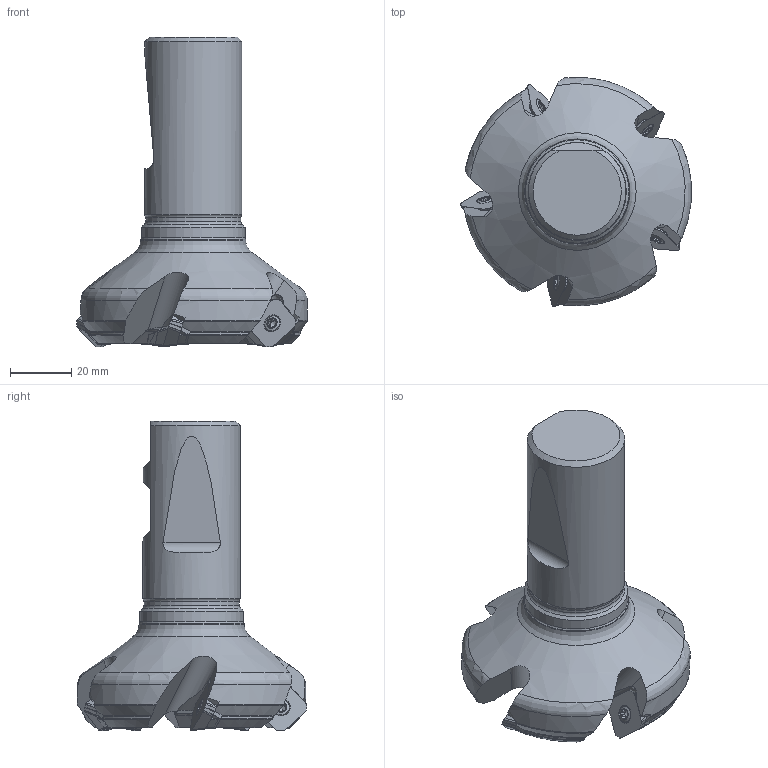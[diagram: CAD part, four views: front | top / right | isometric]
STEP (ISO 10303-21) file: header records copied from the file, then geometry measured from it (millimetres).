
FILE_DESCRIPTION(/* description */ (''),/* implementation_level */ '2;1');
FILE_NAME(/* name */ 'toolassembly_1.stp',/* time_stamp */ '2019-05-02T16:51:00+02:00',/* author */ (''),/* organization */ ('SMS'),/* preprocessor_version */ 'ST-DEVELOPER v15',/* originating_system */ 'SIEMENS PLM Software NX 8.5',/* authorisation */ '');
FILE_SCHEMA (('AUTOMOTIVE_DESIGN { 1 0 10303 214 3 1 1 1 }'));
Length unit declared in the file: millimetre
Products named in the file (4): CUT_20190502165029; NOCUT_20190502164959; ASSEMBLY_CONSTRUCTION; TOOLASSEMBLY_1
Assembly tree (7 placements, depth 2):
  TOOLASSEMBLY_1
    ASSEMBLY_CONSTRUCTION
    NOCUT_20190502164959
    CUT_20190502165029  x5
Bounding box: 75.28 x 74.73 x 100.96 mm (x, y, z)
Volume: 130272.2 mm3; surface area: 22763.6 mm2
Topology: 6 solids, 6 shells, 719 faces, 2180 edges, 1508 vertices
Faces by surface type: plane 268, extrusion 185, cone 89, cylinder 83, torus 74, sphere 20
Full cylindrical faces by diameter (mm): 3.5 x5, 4.1 x5, 5.25 x5, 31.05 x1, 31.742 x1, 33.75 x1, 34.25 x1
Entity records: 22829 total; most frequent: CARTESIAN_POINT 8884, ORIENTED_EDGE 3006, DIRECTION 2665, EDGE_CURVE 1503, AXIS2_PLACEMENT_3D 1057, VERTEX_POINT 1017, EDGE_LOOP 617, ADVANCED_FACE 555
